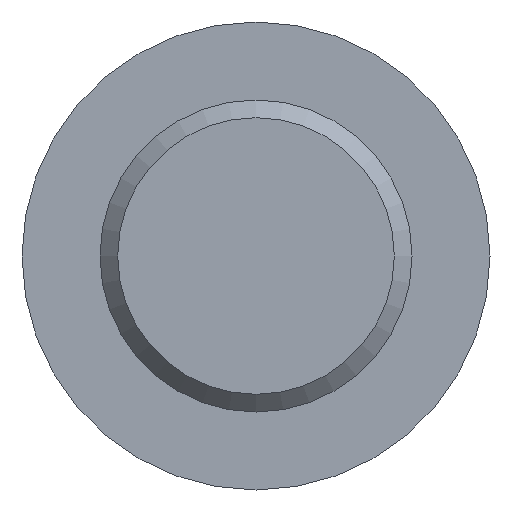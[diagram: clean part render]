
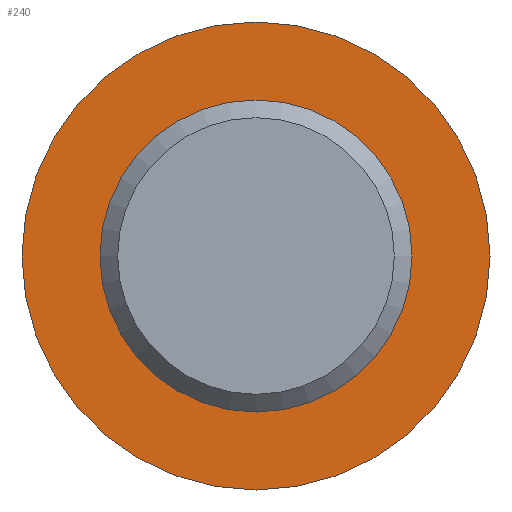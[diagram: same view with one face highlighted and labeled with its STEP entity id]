
A CAD part, front view. The second image highlights one B-rep face of the part: STEP entity #240.
In plain terms, the highlighted planar face has unit normal (0, -1, 0).
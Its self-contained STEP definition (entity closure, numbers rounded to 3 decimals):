
#49 = FACE_OUTER_BOUND ( 'NONE', #198, .T. ) ;
#52 = DIRECTION ( 'NONE',  ( 0., 0., 1. ) ) ;
#58 = AXIS2_PLACEMENT_3D ( 'NONE', #417, #465, #52 ) ;
#59 = DIRECTION ( 'NONE',  ( 0., 0., -1. ) ) ;
#86 = DIRECTION ( 'NONE',  ( 0., -1., 0. ) ) ;
#92 = FACE_BOUND ( 'NONE', #309, .T. ) ;
#94 = DIRECTION ( 'NONE',  ( 0., -1., 0. ) ) ;
#106 = EDGE_CURVE ( 'NONE', #364, #364, #169, .T. ) ;
#107 = CIRCLE ( 'NONE', #160, 11. ) ;
#160 = AXIS2_PLACEMENT_3D ( 'NONE', #330, #94, #59 ) ;
#165 = ORIENTED_EDGE ( 'NONE', *, *, #106, .T. ) ;
#169 = CIRCLE ( 'NONE', #474, 16.5 ) ;
#179 = PLANE ( 'NONE',  #58 ) ;
#185 = EDGE_CURVE ( 'NONE', #404, #404, #107, .T. ) ;
#197 = CARTESIAN_POINT ( 'NONE',  ( 0., 180., -16.5 ) ) ;
#198 = EDGE_LOOP ( 'NONE', ( #165 ) ) ;
#240 = ADVANCED_FACE ( 'NONE', ( #92, #49 ), #179, .F. ) ;
#284 = ORIENTED_EDGE ( 'NONE', *, *, #185, .F. ) ;
#309 = EDGE_LOOP ( 'NONE', ( #284 ) ) ;
#314 = CARTESIAN_POINT ( 'NONE',  ( 0., 180., -11. ) ) ;
#330 = CARTESIAN_POINT ( 'NONE',  ( 0., 180., 0. ) ) ;
#364 = VERTEX_POINT ( 'NONE', #197 ) ;
#397 = CARTESIAN_POINT ( 'NONE',  ( 0., 180., 0. ) ) ;
#404 = VERTEX_POINT ( 'NONE', #314 ) ;
#417 = CARTESIAN_POINT ( 'NONE',  ( -11., 180., 0. ) ) ;
#465 = DIRECTION ( 'NONE',  ( 0., 1., 0. ) ) ;
#474 = AXIS2_PLACEMENT_3D ( 'NONE', #397, #86, #541 ) ;
#541 = DIRECTION ( 'NONE',  ( 0., 0., -1. ) ) ;
